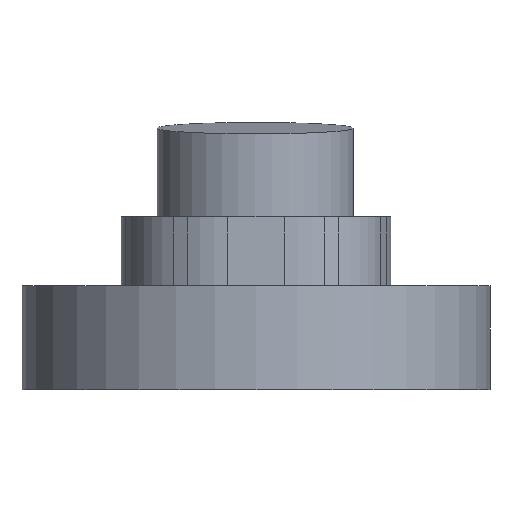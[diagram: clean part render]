
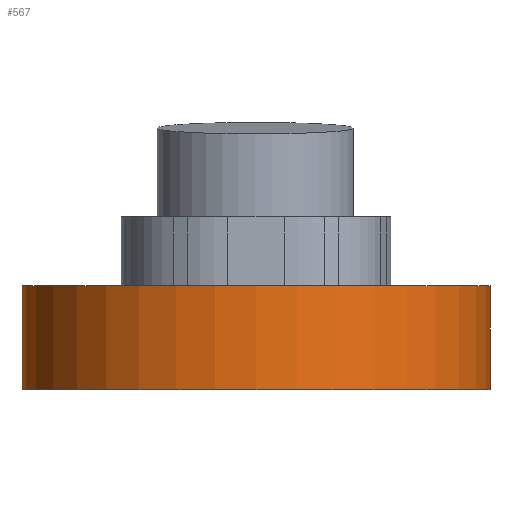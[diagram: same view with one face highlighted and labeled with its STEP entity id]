
A CAD part, front view. The second image highlights one B-rep face of the part: STEP entity #567.
In plain terms, the highlighted cylindrical face has radius 34 mm (diameter 68 mm), a partial arc.
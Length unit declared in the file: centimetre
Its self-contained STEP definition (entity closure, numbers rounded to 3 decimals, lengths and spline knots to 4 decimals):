
#74 = ORIENTED_EDGE ( 'NONE', *, *, #742, .T. ) ;
#89 = DIRECTION ( 'NONE',  ( 0., 0., -1. ) ) ;
#459 = LINE ( 'NONE', #2304, #3108 ) ;
#567 = ADVANCED_FACE ( 'NONE', ( #3635 ), #4885, .T. ) ;
#703 = ORIENTED_EDGE ( 'NONE', *, *, #2394, .T. ) ;
#742 = EDGE_CURVE ( 'NONE', #2293, #2001, #2278, .T. ) ;
#904 = LINE ( 'NONE', #1379, #2127 ) ;
#971 = EDGE_LOOP ( 'NONE', ( #3614, #1458, #703, #74 ) ) ;
#974 = VERTEX_POINT ( 'NONE', #5107 ) ;
#1236 = CARTESIAN_POINT ( 'NONE',  ( -3.4, 0., 1.5092 ) ) ;
#1334 = DIRECTION ( 'NONE',  ( 0., 0., -1. ) ) ;
#1379 = CARTESIAN_POINT ( 'NONE',  ( 3.4, 0., 1.5092 ) ) ;
#1458 = ORIENTED_EDGE ( 'NONE', *, *, #3831, .F. ) ;
#1598 = DIRECTION ( 'NONE',  ( 1., 0., 0. ) ) ;
#1947 = VERTEX_POINT ( 'NONE', #1236 ) ;
#2001 = VERTEX_POINT ( 'NONE', #3418 ) ;
#2127 = VECTOR ( 'NONE', #2241, 100. ) ;
#2241 = DIRECTION ( 'NONE',  ( 0., 0., -1. ) ) ;
#2278 = CIRCLE ( 'NONE', #2758, 3.4 ) ;
#2293 = VERTEX_POINT ( 'NONE', #4670 ) ;
#2304 = CARTESIAN_POINT ( 'NONE',  ( -3.4, 0., 1.5092 ) ) ;
#2394 = EDGE_CURVE ( 'NONE', #1947, #2293, #459, .T. ) ;
#2758 = AXIS2_PLACEMENT_3D ( 'NONE', #5311, #3019, #1598 ) ;
#3019 = DIRECTION ( 'NONE',  ( 0., 0., 1. ) ) ;
#3108 = VECTOR ( 'NONE', #89, 100. ) ;
#3156 = AXIS2_PLACEMENT_3D ( 'NONE', #4549, #1334, #4053 ) ;
#3418 = CARTESIAN_POINT ( 'NONE',  ( 3.4, 0., 0. ) ) ;
#3510 = DIRECTION ( 'NONE',  ( 0., 0., 1. ) ) ;
#3614 = ORIENTED_EDGE ( 'NONE', *, *, #5784, .F. ) ;
#3635 = FACE_OUTER_BOUND ( 'NONE', #971, .T. ) ;
#3831 = EDGE_CURVE ( 'NONE', #1947, #974, #4175, .T. ) ;
#4053 = DIRECTION ( 'NONE',  ( -1., 0., 0. ) ) ;
#4175 = CIRCLE ( 'NONE', #4557, 3.4 ) ;
#4549 = CARTESIAN_POINT ( 'NONE',  ( 0., 0., 1.5092 ) ) ;
#4557 = AXIS2_PLACEMENT_3D ( 'NONE', #4872, #3510, #5339 ) ;
#4670 = CARTESIAN_POINT ( 'NONE',  ( -3.4, 0., 0. ) ) ;
#4872 = CARTESIAN_POINT ( 'NONE',  ( 0., 0., 1.5092 ) ) ;
#4885 = CYLINDRICAL_SURFACE ( 'NONE', #3156, 3.4 ) ;
#5107 = CARTESIAN_POINT ( 'NONE',  ( 3.4, 0., 1.5092 ) ) ;
#5311 = CARTESIAN_POINT ( 'NONE',  ( 0., 0., 0. ) ) ;
#5339 = DIRECTION ( 'NONE',  ( 1., 0., 0. ) ) ;
#5784 = EDGE_CURVE ( 'NONE', #974, #2001, #904, .T. ) ;
